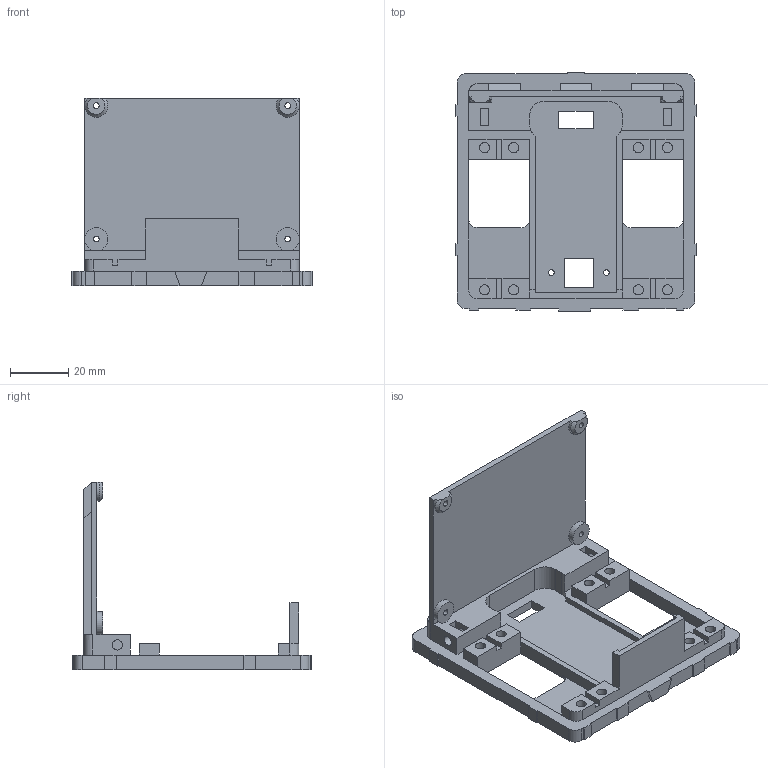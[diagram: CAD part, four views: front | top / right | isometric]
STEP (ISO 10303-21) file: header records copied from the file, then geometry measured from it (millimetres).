
FILE_DESCRIPTION(/* description */ ('Unknown'),/* implementation_level */ '2;1');
FILE_NAME(/* name */ 'chassis',/* time_stamp */ '2016-03-16T00:35:57+01:00',/* author */ ('Unknown'),/* organization */ ('Unknown'),/* preprocessor_version */ 'ST-DEVELOPER v16',/* originating_system */ 'DEX',/* authorisation */ $);
FILE_SCHEMA (('AUTOMOTIVE_DESIGN {1 0 10303 214 3 1 1}'));
Length unit declared in the file: millimetre
Products named in the file (1): chassis
Bounding box: 83 x 82.5 x 64.5 mm (x, y, z)
Volume: 39512 mm3; surface area: 28228.7 mm2
Topology: 1 solids, 1 shells, 220 faces, 602 edges, 399 vertices
Faces by surface type: plane 172, cylinder 46, cone 2
Full cylindrical faces by diameter (mm): 2 x6, 3.5 x12, 8 x2
Entity records: 8509 total; most frequent: CARTESIAN_POINT 1388, ORIENTED_EDGE 1138, DIRECTION 1107, EDGE_CURVE 569, LINE 465, VECTOR 465, VERTEX_POINT 386, AXIS2_PLACEMENT_3D 321
